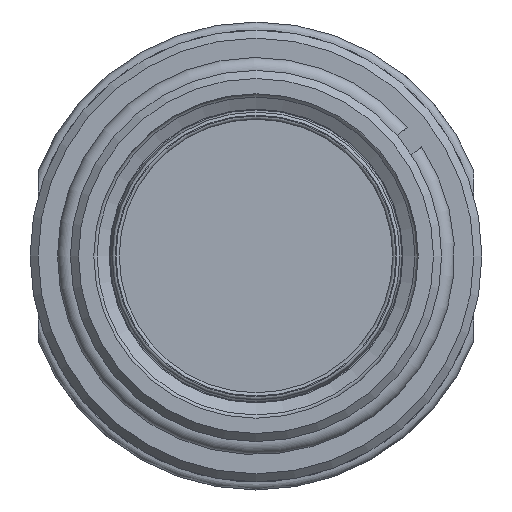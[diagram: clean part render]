
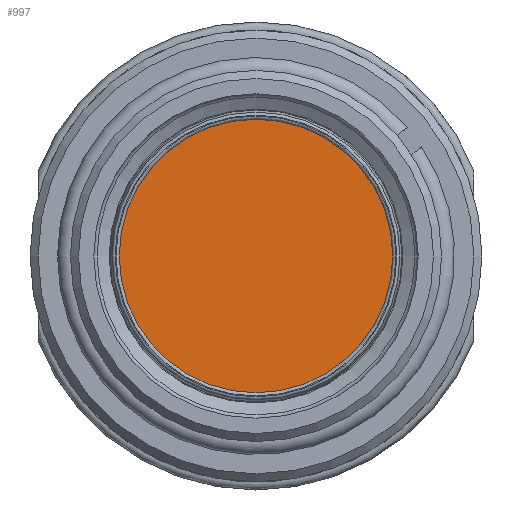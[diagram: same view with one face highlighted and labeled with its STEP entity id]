
A CAD part, left-side view. The second image highlights one B-rep face of the part: STEP entity #997.
In plain terms, the highlighted planar face has unit normal (-1, 0, 0).
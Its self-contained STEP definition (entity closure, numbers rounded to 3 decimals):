
#62=PLANE('',#1117);
#122=FACE_OUTER_BOUND('',#198,.T.);
#198=EDGE_LOOP('',(#733));
#361=CIRCLE('',#1118,8.475);
#443=VERTEX_POINT('',#1757);
#546=EDGE_CURVE('',#443,#443,#361,.T.);
#733=ORIENTED_EDGE('',*,*,#546,.F.);
#997=ADVANCED_FACE('',(#122),#62,.T.);
#1117=AXIS2_PLACEMENT_3D('',#1756,#1345,#1346);
#1118=AXIS2_PLACEMENT_3D('',#1758,#1347,#1348);
#1345=DIRECTION('center_axis',(-1.,0.,0.));
#1346=DIRECTION('ref_axis',(0.,-1.,0.));
#1347=DIRECTION('center_axis',(1.,0.,0.));
#1348=DIRECTION('ref_axis',(0.,-1.,0.));
#1756=CARTESIAN_POINT('Origin',(3.574,0.,13.5));
#1757=CARTESIAN_POINT('',(3.574,8.475,0.));
#1758=CARTESIAN_POINT('Origin',(3.574,0.,
0.));
